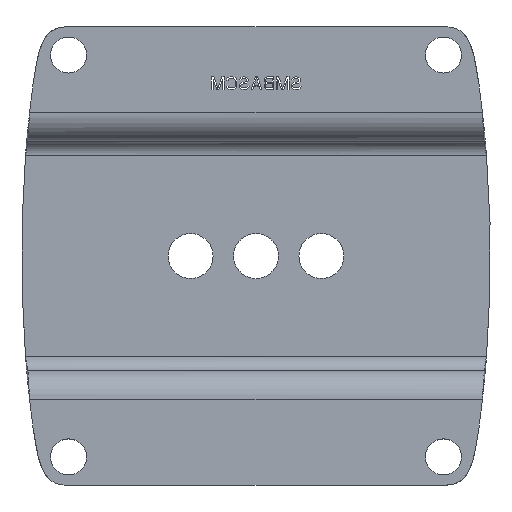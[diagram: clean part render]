
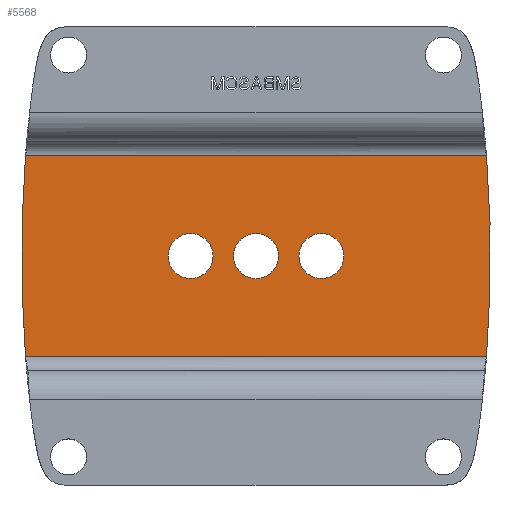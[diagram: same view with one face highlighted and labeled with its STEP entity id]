
A CAD part, top view. The second image highlights one B-rep face of the part: STEP entity #5568.
In plain terms, the highlighted planar face has unit normal (0, 0, 1).
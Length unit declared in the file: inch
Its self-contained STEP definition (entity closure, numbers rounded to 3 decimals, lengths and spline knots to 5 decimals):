
#1947=CARTESIAN_POINT('',(8.05118,0.95634,
0.10906));
#1948=DIRECTION('',(0.,0.,-1.));
#1949=DIRECTION('',(-0.997,-0.078,0.));
#1950=AXIS2_PLACEMENT_3D('',#1947,#1948,#1949);
#1952=DIRECTION('',(-1.,0.,0.));
#1953=VECTOR('',#1952,3.52295);
#1954=CARTESIAN_POINT('',(1.76148,1.72248,0.10906));
#1955=LINE('',#1954,#1953);
#1956=CARTESIAN_POINT('',(-8.05118,0.95634,
0.10906));
#1957=DIRECTION('',(0.,0.,-1.));
#1958=DIRECTION('',(0.997,0.078,0.));
#1959=AXIS2_PLACEMENT_3D('',#1956,#1957,#1958);
#1961=DIRECTION('',(-1.,0.,0.));
#1962=VECTOR('',#1961,3.52295);
#1963=CARTESIAN_POINT('',(1.76148,0.1902,
0.10906));
#1964=LINE('',#1963,#1962);
#1965=CARTESIAN_POINT('',(0.,0.95634,0.10906));
#1966=DIRECTION('',(0.,0.,-1.));
#1967=DIRECTION('',(1.,0.,0.));
#1968=AXIS2_PLACEMENT_3D('',#1965,#1966,#1967);
#1970=CARTESIAN_POINT('',(0.,0.95634,0.10906));
#1971=DIRECTION('',(0.,0.,-1.));
#1972=DIRECTION('',(-1.,0.,0.));
#1973=AXIS2_PLACEMENT_3D('',#1970,#1971,#1972);
#1975=CARTESIAN_POINT('',(-0.5,0.95634,0.10906));
#1976=DIRECTION('',(0.,0.,-1.));
#1977=DIRECTION('',(1.,0.,0.));
#1978=AXIS2_PLACEMENT_3D('',#1975,#1976,#1977);
#1980=CARTESIAN_POINT('',(-0.5,0.95634,0.10906));
#1981=DIRECTION('',(0.,0.,-1.));
#1982=DIRECTION('',(-1.,0.,0.));
#1983=AXIS2_PLACEMENT_3D('',#1980,#1981,#1982);
#1985=CARTESIAN_POINT('',(0.5,0.95634,0.10906));
#1986=DIRECTION('',(0.,0.,-1.));
#1987=DIRECTION('',(1.,0.,0.));
#1988=AXIS2_PLACEMENT_3D('',#1985,#1986,#1987);
#1990=CARTESIAN_POINT('',(0.5,0.95634,0.10906));
#1991=DIRECTION('',(0.,0.,-1.));
#1992=DIRECTION('',(-1.,0.,0.));
#1993=AXIS2_PLACEMENT_3D('',#1990,#1991,#1992);
#3177=CARTESIAN_POINT('',(0.67205,0.95634,
0.10906));
#3178=CARTESIAN_POINT('',(0.32795,0.95634,
0.10906));
#3179=VERTEX_POINT('',#3177);
#3180=VERTEX_POINT('',#3178);
#3181=CARTESIAN_POINT('',(-0.32795,0.95634,
0.10906));
#3182=CARTESIAN_POINT('',(-0.67205,0.95634,
0.10906));
#3183=VERTEX_POINT('',#3181);
#3184=VERTEX_POINT('',#3182);
#3189=CARTESIAN_POINT('',(0.17205,0.95634,
0.10906));
#3190=CARTESIAN_POINT('',(-0.17205,0.95634,
0.10906));
#3191=VERTEX_POINT('',#3189);
#3192=VERTEX_POINT('',#3190);
#3221=CARTESIAN_POINT('',(-1.76148,0.1902,
0.10906));
#3222=CARTESIAN_POINT('',(-1.76148,1.72248,
0.10906));
#3223=VERTEX_POINT('',#3221);
#3224=VERTEX_POINT('',#3222);
#3225=CARTESIAN_POINT('',(1.76148,1.72248,0.10906));
#3226=CARTESIAN_POINT('',(1.76148,0.1902,
0.10906));
#3227=VERTEX_POINT('',#3225);
#3228=VERTEX_POINT('',#3226);
#5538=CARTESIAN_POINT('',(1.81102,-0.95634,
0.10906));
#5539=DIRECTION('',(0.,0.,-1.));
#5540=DIRECTION('',(-1.,0.,0.));
#5541=AXIS2_PLACEMENT_3D('',#5538,#5539,#5540);
#5542=PLANE('',#5541);
#5543=ORIENTED_EDGE('',*,*,#5531,.T.);
#5544=ORIENTED_EDGE('',*,*,#5410,.F.);
#5545=ORIENTED_EDGE('',*,*,#5486,.T.);
#5547=ORIENTED_EDGE('',*,*,#5546,.T.);
#5548=EDGE_LOOP('',(#5543,#5544,#5545,#5547));
#5549=FACE_OUTER_BOUND('',#5548,.F.);
#5551=ORIENTED_EDGE('',*,*,#5550,.F.);
#5553=ORIENTED_EDGE('',*,*,#5552,.F.);
#5554=EDGE_LOOP('',(#5551,#5553));
#5555=FACE_BOUND('',#5554,.F.);
#5557=ORIENTED_EDGE('',*,*,#5556,.F.);
#5559=ORIENTED_EDGE('',*,*,#5558,.F.);
#5560=EDGE_LOOP('',(#5557,#5559));
#5561=FACE_BOUND('',#5560,.F.);
#5563=ORIENTED_EDGE('',*,*,#5562,.F.);
#5565=ORIENTED_EDGE('',*,*,#5564,.F.);
#5566=EDGE_LOOP('',(#5563,#5565));
#5567=FACE_BOUND('',#5566,.F.);
#5568=ADVANCED_FACE('',(#5549,#5555,#5561,#5567),#5542,.F.);
#1951=CIRCLE('',#1950,9.84252);
#1960=CIRCLE('',#1959,9.84252);
#1969=CIRCLE('',#1968,0.17205);
#1974=CIRCLE('',#1973,0.17205);
#1979=CIRCLE('',#1978,0.17205);
#1984=CIRCLE('',#1983,0.17205);
#1989=CIRCLE('',#1988,0.17205);
#1994=CIRCLE('',#1993,0.17205);
#5410=EDGE_CURVE('',#3227,#3224,#1955,.T.);
#5486=EDGE_CURVE('',#3227,#3228,#1960,.T.);
#5531=EDGE_CURVE('',#3223,#3224,#1951,.T.);
#5546=EDGE_CURVE('',#3228,#3223,#1964,.T.);
#5550=EDGE_CURVE('',#3191,#3192,#1969,.T.);
#5552=EDGE_CURVE('',#3192,#3191,#1974,.T.);
#5556=EDGE_CURVE('',#3183,#3184,#1979,.T.);
#5558=EDGE_CURVE('',#3184,#3183,#1984,.T.);
#5562=EDGE_CURVE('',#3179,#3180,#1989,.T.);
#5564=EDGE_CURVE('',#3180,#3179,#1994,.T.);
